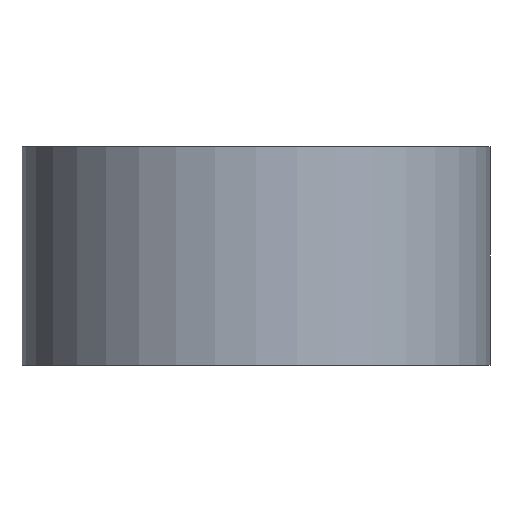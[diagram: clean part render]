
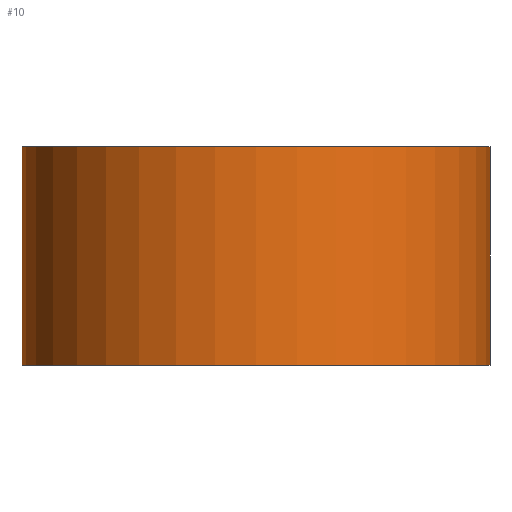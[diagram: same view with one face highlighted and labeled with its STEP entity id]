
A CAD part, front view. The second image highlights one B-rep face of the part: STEP entity #10.
In plain terms, the highlighted cylindrical face has radius 75 mm (diameter 150 mm), a partial arc.
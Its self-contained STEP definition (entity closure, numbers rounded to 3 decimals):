
#3 = VECTOR ( 'NONE', #218, 1000. ) ;
#6 = ORIENTED_EDGE ( 'NONE', *, *, #65, .T. ) ;
#10 = ADVANCED_FACE ( 'NONE', ( #95 ), #52, .T. ) ;
#14 = EDGE_CURVE ( 'NONE', #168, #73, #227, .T. ) ;
#31 = CARTESIAN_POINT ( 'NONE',  ( 0., 0., 0. ) ) ;
#32 = DIRECTION ( 'NONE',  ( 1., 0., 0. ) ) ;
#34 = CARTESIAN_POINT ( 'NONE',  ( -75., 0., 0. ) ) ;
#36 = CARTESIAN_POINT ( 'NONE',  ( -75., 0., 70. ) ) ;
#52 = CYLINDRICAL_SURFACE ( 'NONE', #203, 75. ) ;
#59 = VECTOR ( 'NONE', #123, 1000. ) ;
#65 = EDGE_CURVE ( 'NONE', #71, #73, #211, .T. ) ;
#71 = VERTEX_POINT ( 'NONE', #34 ) ;
#73 = VERTEX_POINT ( 'NONE', #78 ) ;
#74 = CARTESIAN_POINT ( 'NONE',  ( 0., 0., 70. ) ) ;
#76 = CARTESIAN_POINT ( 'NONE',  ( 0., 0., 70. ) ) ;
#78 = CARTESIAN_POINT ( 'NONE',  ( 75., 0., 0. ) ) ;
#95 = FACE_OUTER_BOUND ( 'NONE', #150, .T. ) ;
#96 = DIRECTION ( 'NONE',  ( -1., 0., 0. ) ) ;
#111 = VERTEX_POINT ( 'NONE', #212 ) ;
#123 = DIRECTION ( 'NONE',  ( 0., 0., -1. ) ) ;
#128 = AXIS2_PLACEMENT_3D ( 'NONE', #31, #155, #32 ) ;
#130 = ORIENTED_EDGE ( 'NONE', *, *, #195, .T. ) ;
#133 = ORIENTED_EDGE ( 'NONE', *, *, #14, .F. ) ;
#135 = EDGE_CURVE ( 'NONE', #111, #168, #167, .T. ) ;
#150 = EDGE_LOOP ( 'NONE', ( #133, #237, #130, #6 ) ) ;
#155 = DIRECTION ( 'NONE',  ( 0., 0., 1. ) ) ;
#167 = CIRCLE ( 'NONE', #204, 75. ) ;
#168 = VERTEX_POINT ( 'NONE', #200 ) ;
#184 = LINE ( 'NONE', #36, #3 ) ;
#195 = EDGE_CURVE ( 'NONE', #111, #71, #184, .T. ) ;
#196 = DIRECTION ( 'NONE',  ( 1., 0., 0. ) ) ;
#200 = CARTESIAN_POINT ( 'NONE',  ( 75., 0., 70. ) ) ;
#203 = AXIS2_PLACEMENT_3D ( 'NONE', #74, #214, #96 ) ;
#204 = AXIS2_PLACEMENT_3D ( 'NONE', #76, #244, #196 ) ;
#211 = CIRCLE ( 'NONE', #128, 75. ) ;
#212 = CARTESIAN_POINT ( 'NONE',  ( -75., 0., 70. ) ) ;
#214 = DIRECTION ( 'NONE',  ( 0., 0., -1. ) ) ;
#218 = DIRECTION ( 'NONE',  ( 0., 0., -1. ) ) ;
#227 = LINE ( 'NONE', #246, #59 ) ;
#237 = ORIENTED_EDGE ( 'NONE', *, *, #135, .F. ) ;
#244 = DIRECTION ( 'NONE',  ( 0., 0., 1. ) ) ;
#246 = CARTESIAN_POINT ( 'NONE',  ( 75., 0., 70. ) ) ;
